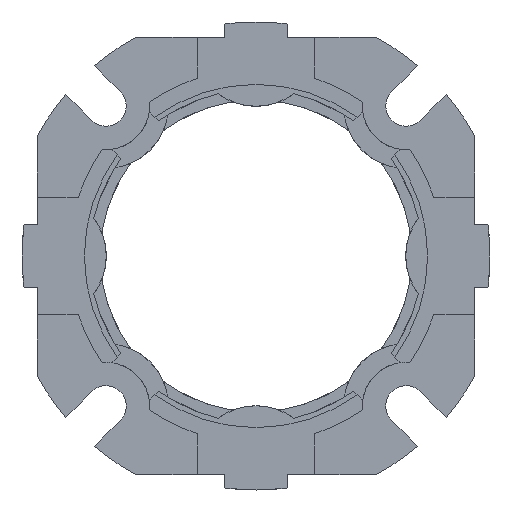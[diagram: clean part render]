
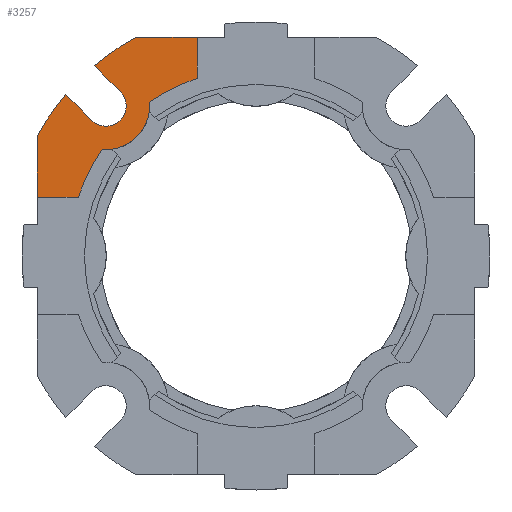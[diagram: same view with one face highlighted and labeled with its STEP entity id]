
A CAD part, left-side view. The second image highlights one B-rep face of the part: STEP entity #3257.
In plain terms, the highlighted planar face has unit normal (-1, 0, 0).
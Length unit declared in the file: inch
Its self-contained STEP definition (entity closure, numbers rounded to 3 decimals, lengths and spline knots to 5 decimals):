
#113 = VERTEX_POINT ( 'NONE', #1274 ) ;
#146 = VECTOR ( 'NONE', #528, 39.37008 ) ;
#198 = AXIS2_PLACEMENT_3D ( 'NONE', #2140, #5161, #2572 ) ;
#223 = DIRECTION ( 'NONE',  ( 0., 0., 1. ) ) ;
#358 = VERTEX_POINT ( 'NONE', #2684 ) ;
#472 = VERTEX_POINT ( 'NONE', #3037 ) ;
#528 = DIRECTION ( 'NONE',  ( 0., 0., -1. ) ) ;
#538 = ORIENTED_EDGE ( 'NONE', *, *, #711, .F. ) ;
#663 = AXIS2_PLACEMENT_3D ( 'NONE', #3831, #1296, #4272 ) ;
#669 = VERTEX_POINT ( 'NONE', #2702 ) ;
#682 = DIRECTION ( 'NONE',  ( -1., 0., 0. ) ) ;
#689 = EDGE_CURVE ( 'NONE', #4199, #358, #5444, .T. ) ;
#695 = ORIENTED_EDGE ( 'NONE', *, *, #5263, .F. ) ;
#711 = EDGE_CURVE ( 'NONE', #472, #965, #1032, .T. ) ;
#743 = VERTEX_POINT ( 'NONE', #1591 ) ;
#746 = EDGE_CURVE ( 'NONE', #1780, #669, #2881, .T. ) ;
#965 = VERTEX_POINT ( 'NONE', #3010 ) ;
#1032 = CIRCLE ( 'NONE', #4174, 1.1811 ) ;
#1037 = CIRCLE ( 'NONE', #198, 1.1811 ) ;
#1109 = LINE ( 'NONE', #2389, #4366 ) ;
#1170 = ORIENTED_EDGE ( 'NONE', *, *, #1617, .T. ) ;
#1265 = CARTESIAN_POINT ( 'NONE',  ( 0.9252, 0.37008, 0. ) ) ;
#1274 = CARTESIAN_POINT ( 'NONE',  ( 0.9252, 1.37913, 0.37008 ) ) ;
#1286 = LINE ( 'NONE', #3488, #146 ) ;
#1296 = DIRECTION ( 'NONE',  ( -1., 0., 0. ) ) ;
#1439 = CIRCLE ( 'NONE', #663, 1.5748 ) ;
#1451 = EDGE_CURVE ( 'NONE', #4199, #4968, #5484, .T. ) ;
#1472 = VECTOR ( 'NONE', #4804, 39.37008 ) ;
#1548 = DIRECTION ( 'NONE',  ( -1., 0., 0. ) ) ;
#1585 = EDGE_CURVE ( 'NONE', #2170, #113, #1286, .T. ) ;
#1591 = CARTESIAN_POINT ( 'NONE',  ( 0.9252, 0.37008, 1.37913 ) ) ;
#1617 = EDGE_CURVE ( 'NONE', #669, #358, #5421, .T. ) ;
#1769 = CARTESIAN_POINT ( 'NONE',  ( 0.9252, 1.20035, 1.0194 ) ) ;
#1780 = VERTEX_POINT ( 'NONE', #5363 ) ;
#1789 = CARTESIAN_POINT ( 'NONE',  ( 0.9252, 1.037, 0.85604 ) ) ;
#1795 = AXIS2_PLACEMENT_3D ( 'NONE', #4915, #2759, #223 ) ;
#1875 = ORIENTED_EDGE ( 'NONE', *, *, #689, .F. ) ;
#1936 = VERTEX_POINT ( 'NONE', #5458 ) ;
#1982 = EDGE_CURVE ( 'NONE', #743, #4326, #4743, .T. ) ;
#1995 = VECTOR ( 'NONE', #2235, 39.37008 ) ;
#2017 = AXIS2_PLACEMENT_3D ( 'NONE', #4091, #1548, #4521 ) ;
#2093 = DIRECTION ( 'NONE',  ( -1., 0., 0. ) ) ;
#2097 = ORIENTED_EDGE ( 'NONE', *, *, #4065, .F. ) ;
#2140 = CARTESIAN_POINT ( 'NONE',  ( 0.9252, 0., 0. ) ) ;
#2170 = VERTEX_POINT ( 'NONE', #4062 ) ;
#2175 = EDGE_CURVE ( 'NONE', #472, #1936, #3916, .T. ) ;
#2235 = DIRECTION ( 'NONE',  ( 0., -0.707, -0.707 ) ) ;
#2357 = CARTESIAN_POINT ( 'NONE',  ( 0.9252, 0.09048, -0.09048 ) ) ;
#2389 = CARTESIAN_POINT ( 'NONE',  ( 0.9252, 0., 0.37008 ) ) ;
#2405 = CARTESIAN_POINT ( 'NONE',  ( 0.9252, 0., 0. ) ) ;
#2419 = VECTOR ( 'NONE', #2935, 39.37008 ) ;
#2504 = CARTESIAN_POINT ( 'NONE',  ( 0.9252, 0., 1.37913 ) ) ;
#2572 = DIRECTION ( 'NONE',  ( 0., 0., 1. ) ) ;
#2588 = EDGE_LOOP ( 'NONE', ( #695, #538, #2719, #2097, #3036, #2703, #4814, #1170, #1875, #4159, #3931, #2983 ) ) ;
#2684 = CARTESIAN_POINT ( 'NONE',  ( 0.9252, 0.85604, 1.037 ) ) ;
#2702 = CARTESIAN_POINT ( 'NONE',  ( 0.9252, 1.0194, 1.20035 ) ) ;
#2703 = ORIENTED_EDGE ( 'NONE', *, *, #3985, .T. ) ;
#2719 = ORIENTED_EDGE ( 'NONE', *, *, #2175, .T. ) ;
#2759 = DIRECTION ( 'NONE',  ( -1., 0., 0. ) ) ;
#2843 = DIRECTION ( 'NONE',  ( 0., 0., 1. ) ) ;
#2881 = CIRCLE ( 'NONE', #3941, 1.5748 ) ;
#2935 = DIRECTION ( 'NONE',  ( 0., 1., 0. ) ) ;
#2983 = ORIENTED_EDGE ( 'NONE', *, *, #1585, .T. ) ;
#2987 = EDGE_CURVE ( 'NONE', #4968, #2170, #1439, .T. ) ;
#3010 = CARTESIAN_POINT ( 'NONE',  ( 0.9252, 1.12163, 0.37008 ) ) ;
#3036 = ORIENTED_EDGE ( 'NONE', *, *, #1982, .F. ) ;
#3037 = CARTESIAN_POINT ( 'NONE',  ( 0.9252, 0.97127, 0.67204 ) ) ;
#3069 = CARTESIAN_POINT ( 'NONE',  ( 0.9252, -0.09048, 0.09048 ) ) ;
#3192 = VECTOR ( 'NONE', #3216, 39.37008 ) ;
#3211 = CARTESIAN_POINT ( 'NONE',  ( 0.9252, 0.94652, 0.94652 ) ) ;
#3216 = DIRECTION ( 'NONE',  ( 0., 0.707, 0.707 ) ) ;
#3245 = DIRECTION ( 'NONE',  ( 0., 1., 0. ) ) ;
#3257 = ADVANCED_FACE ( 'NONE', ( #5526 ), #4039, .T. ) ;
#3488 = CARTESIAN_POINT ( 'NONE',  ( 0.9252, 1.37913, 0. ) ) ;
#3553 = LINE ( 'NONE', #2504, #2419 ) ;
#3641 = DIRECTION ( 'NONE',  ( 0., 0., 1. ) ) ;
#3831 = CARTESIAN_POINT ( 'NONE',  ( 0.9252, 0., 0. ) ) ;
#3916 = CIRCLE ( 'NONE', #4940, 0.27559 ) ;
#3931 = ORIENTED_EDGE ( 'NONE', *, *, #2987, .T. ) ;
#3941 = AXIS2_PLACEMENT_3D ( 'NONE', #4671, #2093, #5106 ) ;
#3985 = EDGE_CURVE ( 'NONE', #743, #1780, #3553, .T. ) ;
#4039 = PLANE ( 'NONE',  #1795 ) ;
#4062 = CARTESIAN_POINT ( 'NONE',  ( 0.9252, 1.37913, 0.76026 ) ) ;
#4065 = EDGE_CURVE ( 'NONE', #4326, #1936, #1037, .T. ) ;
#4091 = CARTESIAN_POINT ( 'NONE',  ( 0.9252, 0.94652, 0.94652 ) ) ;
#4159 = ORIENTED_EDGE ( 'NONE', *, *, #1451, .T. ) ;
#4174 = AXIS2_PLACEMENT_3D ( 'NONE', #2405, #5419, #2843 ) ;
#4199 = VERTEX_POINT ( 'NONE', #1789 ) ;
#4272 = DIRECTION ( 'NONE',  ( 0., 0., 1. ) ) ;
#4326 = VERTEX_POINT ( 'NONE', #4842 ) ;
#4366 = VECTOR ( 'NONE', #3245, 39.37008 ) ;
#4521 = DIRECTION ( 'NONE',  ( 0., 0., 1. ) ) ;
#4671 = CARTESIAN_POINT ( 'NONE',  ( 0.9252, 0., 0. ) ) ;
#4743 = LINE ( 'NONE', #1265, #1472 ) ;
#4804 = DIRECTION ( 'NONE',  ( 0., 0., -1. ) ) ;
#4814 = ORIENTED_EDGE ( 'NONE', *, *, #746, .T. ) ;
#4842 = CARTESIAN_POINT ( 'NONE',  ( 0.9252, 0.37008, 1.12163 ) ) ;
#4915 = CARTESIAN_POINT ( 'NONE',  ( 0.9252, 0., 0. ) ) ;
#4940 = AXIS2_PLACEMENT_3D ( 'NONE', #3211, #682, #3641 ) ;
#4968 = VERTEX_POINT ( 'NONE', #1769 ) ;
#5106 = DIRECTION ( 'NONE',  ( 0., 0., 1. ) ) ;
#5161 = DIRECTION ( 'NONE',  ( -1., 0., 0. ) ) ;
#5263 = EDGE_CURVE ( 'NONE', #965, #113, #1109, .T. ) ;
#5363 = CARTESIAN_POINT ( 'NONE',  ( 0.9252, 0.76026, 1.37913 ) ) ;
#5419 = DIRECTION ( 'NONE',  ( -1., 0., 0. ) ) ;
#5421 = LINE ( 'NONE', #3069, #1995 ) ;
#5444 = CIRCLE ( 'NONE', #2017, 0.12795 ) ;
#5458 = CARTESIAN_POINT ( 'NONE',  ( 0.9252, 0.67204, 0.97127 ) ) ;
#5484 = LINE ( 'NONE', #2357, #3192 ) ;
#5526 = FACE_OUTER_BOUND ( 'NONE', #2588, .T. ) ;
